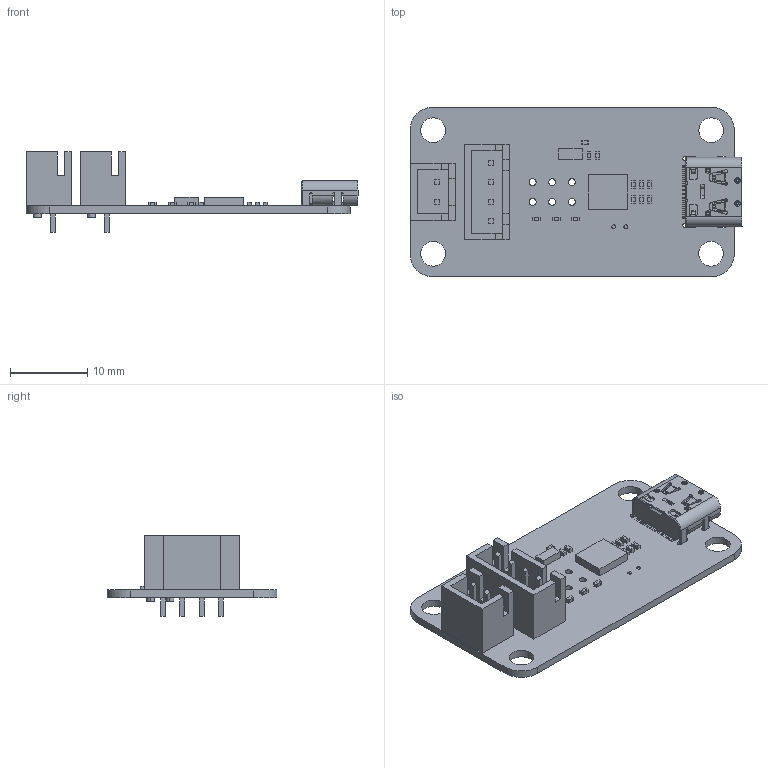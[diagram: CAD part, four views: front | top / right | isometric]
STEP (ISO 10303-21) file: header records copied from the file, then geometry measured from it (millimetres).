
FILE_DESCRIPTION(('Open CASCADE Model'),'2;1');
FILE_NAME('Open CASCADE Shape Model','2019-06-11T23:02:46',('Author'),( 'Open CASCADE'),'Open CASCADE STEP processor 6.8','Open CASCADE 6.8' ,'Unknown');
FILE_SCHEMA(('AUTOMOTIVE_DESIGN { 1 0 10303 214 1 1 1 1 }'));
Length unit declared in the file: millimetre
Products named in the file (35): PCB; Board; TP2; 5990558848; Cylinder; 5990558656; Extruded; TP1; U2; 5990558464; R5; GRM155; Open CASCADE STEP translator 6.8 2.5.1.1; Open CASCADE STEP translator 6.8 2.5.1.2; R4; R3; C6; C5; C3; C2; CN2; B2B-XH-AM; CN3; B4B-XH-AM; Z2; Z1; U1; 5990558272; R2; R1; C1; CN1; USB-C
Assembly tree (47 placements, depth 4):
  PCB
    Board
    TP2
      5990558848
        Cylinder
      5990558656
        Extruded
    TP1
      5990558848
        Cylinder
      5990558656
        Extruded
    U2
      5990558464
        Extruded
    R5
      GRM155
        Open CASCADE STEP translator 6.8 2.5.1.1
        Open CASCADE STEP translator 6.8 2.5.1.2
    R4
      GRM155
        Open CASCADE STEP translator 6.8 2.5.1.1
        Open CASCADE STEP translator 6.8 2.5.1.2
    R3
      GRM155
        Open CASCADE STEP translator 6.8 2.5.1.1
        Open CASCADE STEP translator 6.8 2.5.1.2
    C6
      GRM155
        Open CASCADE STEP translator 6.8 2.5.1.1
        Open CASCADE STEP translator 6.8 2.5.1.2
    C5
      GRM155
        Open CASCADE STEP translator 6.8 2.5.1.1
        Open CASCADE STEP translator 6.8 2.5.1.2
    C3
      GRM155
        Open CASCADE STEP translator 6.8 2.5.1.1
        Open CASCADE STEP translator 6.8 2.5.1.2
    C2
      GRM155
        Open CASCADE STEP translator 6.8 2.5.1.1
        Open CASCADE STEP translator 6.8 2.5.1.2
    CN2
      B2B-XH-AM
    CN3
      B4B-XH-AM
    Z2
      GRM155
        Open CASCADE STEP translator 6.8 2.5.1.1
        Open CASCADE STEP translator 6.8 2.5.1.2
    Z1
      GRM155
        Open CASCADE STEP translator 6.8 2.5.1.1
        Open CASCADE STEP translator 6.8 2.5.1.2
    U1
      5990558272
        Extruded
    R2
      GRM155
Bounding box: 42.99 x 22 x 10.4 mm (x, y, z)
Volume: 1487.8 mm3; surface area: 3546.2 mm2
Topology: 46 solids, 53 shells, 1682 faces, 4516 edges, 2967 vertices
Faces by surface type: plane 1233, cylinder 290, bspline 76, torus 54, cone 25, sphere 4
Full cylindrical faces by diameter (mm): 0.5 x4, 0.65 x2, 0.9 x6, 1 x6, 1.1 x2, 3.2 x4
Entity records: 50110 total; most frequent: CARTESIAN_POINT 11083, ORIENTED_EDGE 8200, DIRECTION 7520, EDGE_CURVE 4100, LINE 3112, VECTOR 3112, VERTEX_POINT 2681, AXIS2_PLACEMENT_3D 2204
